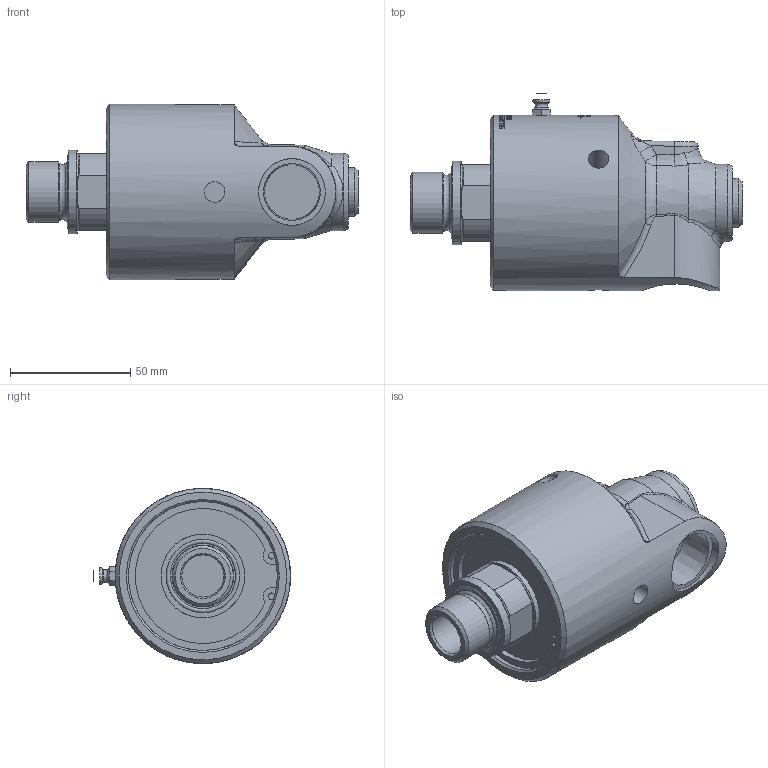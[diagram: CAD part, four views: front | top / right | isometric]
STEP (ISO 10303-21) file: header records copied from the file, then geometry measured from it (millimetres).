
FILE_DESCRIPTION(/* description */ ('','CAx-IF Rec.Pracs.---Representation and Presentation of Product Manufacturing Information (PMI)---4.0---2014-10-13'),/* implementation_level */ '2;1');
FILE_NAME(/* name */ '257-000-135-IC.stp',/* time_stamp */ '2021-08-13T08:24:42+02:00',/* author */ ('mzerwes'),/* organization */ (''),/* preprocessor_version */ 'ST-DEVELOPER v18.1',/* originating_system */ 'Autodesk Inventor 2022',/* authorisation */ '');
FILE_SCHEMA (('AP242_MANAGED_MODEL_BASED_3D_ENGINEERING_MIM_LF { 1 0 10303 442 1 1 4 }'));
Products named in the file (1): 257-000-135-IC
Bounding box: 138.22 x 82.03 x 73 mm (x, y, z)
Volume: 313262.7 mm3; surface area: 37307.5 mm2
Topology: 1 solids, 1 shells, 895 faces, 2368 edges, 1565 vertices
Faces by surface type: bspline 387, plane 353, cylinder 111, cone 33, torus 9, sphere 2
Full cylindrical faces by diameter (mm): 2.794 x2, 8.6 x3, 17.5 x1, 25.356 x1, 27.11 x1, 27.8 x1, 30.55 x2, 34.8 x2, 62.05 x1, 73 x1
Entity records: 111776 total; most frequent: CARTESIAN_POINT 92238, ORIENTED_EDGE 4732, DIRECTION 2653, EDGE_CURVE 2366, VERTEX_POINT 1565, B_SPLINE_CURVE_WITH_KNOTS 1069, EDGE_LOOP 988, FACE_OUTER_BOUND 895
